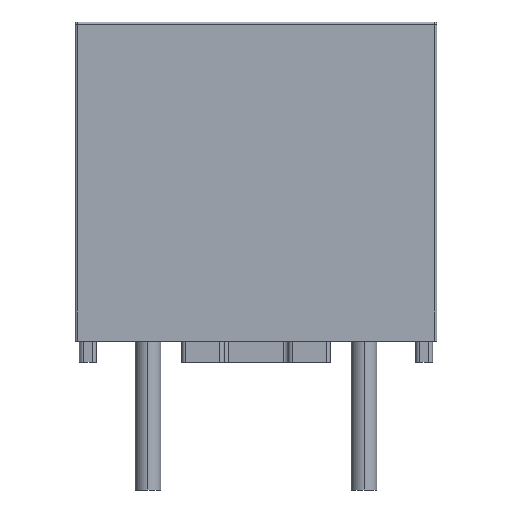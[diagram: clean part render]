
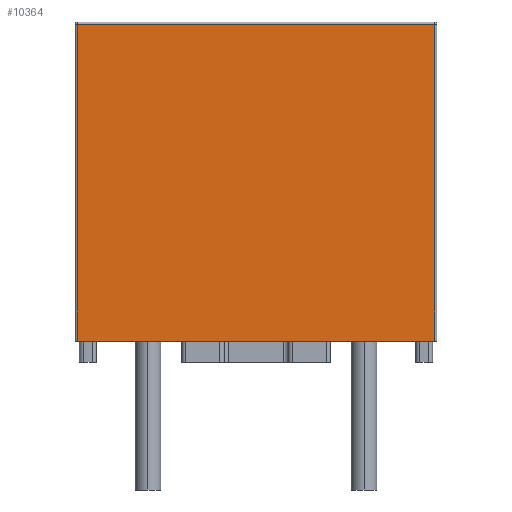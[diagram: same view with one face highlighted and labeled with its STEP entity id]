
A CAD part, front view. The second image highlights one B-rep face of the part: STEP entity #10364.
In plain terms, the highlighted planar face has unit normal (0, -1, 0).
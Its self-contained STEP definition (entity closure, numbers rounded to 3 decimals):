
#10364 = ADVANCED_FACE('',(#10365),#10399,.F.);
#10365 = FACE_BOUND('',#10366,.T.);
#10366 = EDGE_LOOP('',(#10367,#10377,#10385,#10393));
#10367 = ORIENTED_EDGE('',*,*,#10368,.T.);
#10368 = EDGE_CURVE('',#10369,#10371,#10373,.T.);
#10369 = VERTEX_POINT('',#10370);
#10370 = CARTESIAN_POINT('',(-1.7,-2.,0.5));
#10371 = VERTEX_POINT('',#10372);
#10372 = CARTESIAN_POINT('',(6.7,-2.,0.5));
#10373 = LINE('',#10374,#10375);
#10374 = CARTESIAN_POINT('',(6.75,-2.,0.5));
#10375 = VECTOR('',#10376,1.);
#10376 = DIRECTION('',(1.,0.,0.));
#10377 = ORIENTED_EDGE('',*,*,#10378,.T.);
#10378 = EDGE_CURVE('',#10371,#10379,#10381,.T.);
#10379 = VERTEX_POINT('',#10380);
#10380 = CARTESIAN_POINT('',(6.7,-2.,7.95));
#10381 = LINE('',#10382,#10383);
#10382 = CARTESIAN_POINT('',(6.7,-2.,8.));
#10383 = VECTOR('',#10384,1.);
#10384 = DIRECTION('',(0.,0.,1.));
#10385 = ORIENTED_EDGE('',*,*,#10386,.T.);
#10386 = EDGE_CURVE('',#10379,#10387,#10389,.T.);
#10387 = VERTEX_POINT('',#10388);
#10388 = CARTESIAN_POINT('',(-1.7,-2.,7.95));
#10389 = LINE('',#10390,#10391);
#10390 = CARTESIAN_POINT('',(-1.75,-2.,7.95));
#10391 = VECTOR('',#10392,1.);
#10392 = DIRECTION('',(-1.,0.,0.));
#10393 = ORIENTED_EDGE('',*,*,#10394,.T.);
#10394 = EDGE_CURVE('',#10387,#10369,#10395,.T.);
#10395 = LINE('',#10396,#10397);
#10396 = CARTESIAN_POINT('',(-1.7,-2.,8.));
#10397 = VECTOR('',#10398,1.);
#10398 = DIRECTION('',(0.,0.,-1.));
#10399 = PLANE('',#10400);
#10400 = AXIS2_PLACEMENT_3D('',#10401,#10402,#10403);
#10401 = CARTESIAN_POINT('',(6.75,-2.,8.));
#10402 = DIRECTION('',(0.,1.,0.));
#10403 = DIRECTION('',(-1.,0.,0.));
